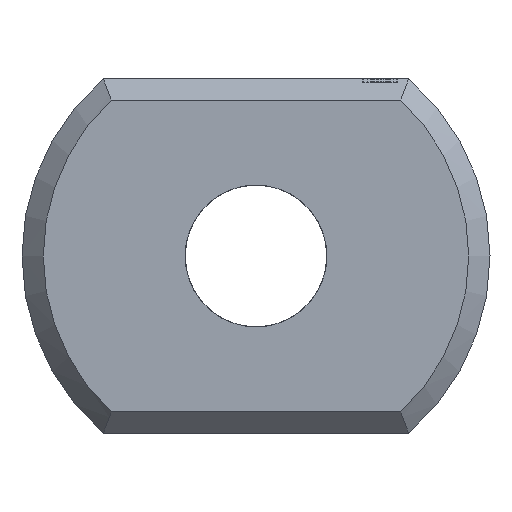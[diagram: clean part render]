
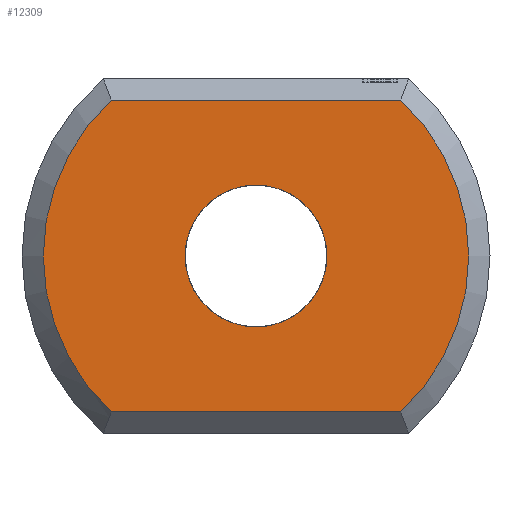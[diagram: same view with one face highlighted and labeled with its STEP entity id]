
A CAD part, left-side view. The second image highlights one B-rep face of the part: STEP entity #12309.
In plain terms, the highlighted planar face has unit normal (-1, 0, 0).
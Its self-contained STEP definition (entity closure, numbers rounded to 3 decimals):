
#298 = PLANE('',#299);
#299 = AXIS2_PLACEMENT_3D('',#300,#301,#302);
#300 = CARTESIAN_POINT('',(0.15,-2.154,-2.35));
#301 = DIRECTION('',(-0.707,0.,-0.707));
#302 = DIRECTION('',(0.,-1.,0.));
#725 = CONICAL_SURFACE('',#726,3.3,0.785);
#726 = AXIS2_PLACEMENT_3D('',#727,#728,#729);
#727 = CARTESIAN_POINT('',(0.3,0.,0.));
#728 = DIRECTION('',(1.,0.,0.));
#729 = DIRECTION('',(0.,0.653,-0.758));
#872 = CONICAL_SURFACE('',#873,3.3,0.785);
#873 = AXIS2_PLACEMENT_3D('',#874,#875,#876);
#874 = CARTESIAN_POINT('',(0.3,0.,0.));
#875 = DIRECTION('',(1.,0.,0.));
#876 = DIRECTION('',(0.,-0.653,0.758));
#909 = VERTEX_POINT('',#910);
#910 = CARTESIAN_POINT('',(0.,-2.04,-2.2));
#937 = VERTEX_POINT('',#938);
#938 = CARTESIAN_POINT('',(0.,2.04,-2.2));
#963 = EDGE_CURVE('',#909,#937,#964,.T.);
#964 = SURFACE_CURVE('',#965,(#969,#976),.PCURVE_S1.);
#965 = LINE('',#966,#967);
#966 = CARTESIAN_POINT('',(0.,-2.154,-2.2));
#967 = VECTOR('',#968,1.);
#968 = DIRECTION('',(0.,1.,0.));
#969 = PCURVE('',#298,#970);
#970 = DEFINITIONAL_REPRESENTATION('',(#971),#975);
#971 = LINE('',#972,#973);
#972 = CARTESIAN_POINT('',(0.,0.212));
#973 = VECTOR('',#974,1.);
#974 = DIRECTION('',(-1.,0.));
#975 = ( GEOMETRIC_REPRESENTATION_CONTEXT(2) 
PARAMETRIC_REPRESENTATION_CONTEXT() REPRESENTATION_CONTEXT('2D SPACE',''
  ) );
#976 = PCURVE('',#977,#982);
#977 = PLANE('',#978);
#978 = AXIS2_PLACEMENT_3D('',#979,#980,#981);
#979 = CARTESIAN_POINT('',(0.,0.,
    0.));
#980 = DIRECTION('',(1.,0.,0.));
#981 = DIRECTION('',(0.,0.,1.));
#982 = DEFINITIONAL_REPRESENTATION('',(#983),#987);
#983 = LINE('',#984,#985);
#984 = CARTESIAN_POINT('',(-2.2,2.154));
#985 = VECTOR('',#986,1.);
#986 = DIRECTION('',(0.,-1.));
#987 = ( GEOMETRIC_REPRESENTATION_CONTEXT(2) 
PARAMETRIC_REPRESENTATION_CONTEXT() REPRESENTATION_CONTEXT('2D SPACE',''
  ) );
#1763 = PLANE('',#1764);
#1764 = AXIS2_PLACEMENT_3D('',#1765,#1766,#1767);
#1765 = CARTESIAN_POINT('',(0.15,-2.154,2.35));
#1766 = DIRECTION('',(0.707,0.,-0.707
    ));
#1767 = DIRECTION('',(0.,-1.,0.));
#12096 = VERTEX_POINT('',#12097);
#12097 = CARTESIAN_POINT('',(0.,2.04,2.2));
#12122 = EDGE_CURVE('',#937,#12096,#12123,.T.);
#12123 = SURFACE_CURVE('',#12124,(#12129,#12136),.PCURVE_S1.);
#12124 = CIRCLE('',#12125,3.);
#12125 = AXIS2_PLACEMENT_3D('',#12126,#12127,#12128);
#12126 = CARTESIAN_POINT('',(0.,0.,
    0.));
#12127 = DIRECTION('',(1.,0.,0.));
#12128 = DIRECTION('',(0.,0.653,-0.758)
  );
#12129 = PCURVE('',#725,#12130);
#12130 = DEFINITIONAL_REPRESENTATION('',(#12131),#12135);
#12131 = LINE('',#12132,#12133);
#12132 = CARTESIAN_POINT('',(0.,-0.3));
#12133 = VECTOR('',#12134,1.);
#12134 = DIRECTION('',(1.,-0.));
#12135 = ( GEOMETRIC_REPRESENTATION_CONTEXT(2) 
PARAMETRIC_REPRESENTATION_CONTEXT() REPRESENTATION_CONTEXT('2D SPACE',''
  ) );
#12136 = PCURVE('',#977,#12137);
#12137 = DEFINITIONAL_REPRESENTATION('',(#12138),#12142);
#12138 = CIRCLE('',#12139,3.);
#12139 = AXIS2_PLACEMENT_2D('',#12140,#12141);
#12140 = CARTESIAN_POINT('',(0.,0.));
#12141 = DIRECTION('',(-0.758,-0.653));
#12142 = ( GEOMETRIC_REPRESENTATION_CONTEXT(2) 
PARAMETRIC_REPRESENTATION_CONTEXT() REPRESENTATION_CONTEXT('2D SPACE',''
  ) );
#12260 = VERTEX_POINT('',#12261);
#12261 = CARTESIAN_POINT('',(0.,-2.04,2.2));
#12288 = EDGE_CURVE('',#12260,#909,#12289,.T.);
#12289 = SURFACE_CURVE('',#12290,(#12295,#12302),.PCURVE_S1.);
#12290 = CIRCLE('',#12291,3.);
#12291 = AXIS2_PLACEMENT_3D('',#12292,#12293,#12294);
#12292 = CARTESIAN_POINT('',(0.,0.,
    0.));
#12293 = DIRECTION('',(1.,0.,0.));
#12294 = DIRECTION('',(0.,-0.653,0.758)
  );
#12295 = PCURVE('',#872,#12296);
#12296 = DEFINITIONAL_REPRESENTATION('',(#12297),#12301);
#12297 = LINE('',#12298,#12299);
#12298 = CARTESIAN_POINT('',(0.,-0.3));
#12299 = VECTOR('',#12300,1.);
#12300 = DIRECTION('',(1.,-0.));
#12301 = ( GEOMETRIC_REPRESENTATION_CONTEXT(2) 
PARAMETRIC_REPRESENTATION_CONTEXT() REPRESENTATION_CONTEXT('2D SPACE',''
  ) );
#12302 = PCURVE('',#977,#12303);
#12303 = DEFINITIONAL_REPRESENTATION('',(#12304),#12308);
#12304 = CIRCLE('',#12305,3.);
#12305 = AXIS2_PLACEMENT_2D('',#12306,#12307);
#12306 = CARTESIAN_POINT('',(0.,0.));
#12307 = DIRECTION('',(0.758,0.653));
#12308 = ( GEOMETRIC_REPRESENTATION_CONTEXT(2) 
PARAMETRIC_REPRESENTATION_CONTEXT() REPRESENTATION_CONTEXT('2D SPACE',''
  ) );
#12309 = ADVANCED_FACE('',(#12310,#12336),#977,.F.);
#12310 = FACE_BOUND('',#12311,.F.);
#12311 = EDGE_LOOP('',(#12312,#12313,#12334,#12335));
#12312 = ORIENTED_EDGE('',*,*,#12122,.T.);
#12313 = ORIENTED_EDGE('',*,*,#12314,.F.);
#12314 = EDGE_CURVE('',#12260,#12096,#12315,.T.);
#12315 = SURFACE_CURVE('',#12316,(#12320,#12327),.PCURVE_S1.);
#12316 = LINE('',#12317,#12318);
#12317 = CARTESIAN_POINT('',(0.,-2.154,2.2));
#12318 = VECTOR('',#12319,1.);
#12319 = DIRECTION('',(0.,1.,0.));
#12320 = PCURVE('',#977,#12321);
#12321 = DEFINITIONAL_REPRESENTATION('',(#12322),#12326);
#12322 = LINE('',#12323,#12324);
#12323 = CARTESIAN_POINT('',(2.2,2.154));
#12324 = VECTOR('',#12325,1.);
#12325 = DIRECTION('',(0.,-1.));
#12326 = ( GEOMETRIC_REPRESENTATION_CONTEXT(2) 
PARAMETRIC_REPRESENTATION_CONTEXT() REPRESENTATION_CONTEXT('2D SPACE',''
  ) );
#12327 = PCURVE('',#1763,#12328);
#12328 = DEFINITIONAL_REPRESENTATION('',(#12329),#12333);
#12329 = LINE('',#12330,#12331);
#12330 = CARTESIAN_POINT('',(0.,0.212));
#12331 = VECTOR('',#12332,1.);
#12332 = DIRECTION('',(-1.,0.));
#12333 = ( GEOMETRIC_REPRESENTATION_CONTEXT(2) 
PARAMETRIC_REPRESENTATION_CONTEXT() REPRESENTATION_CONTEXT('2D SPACE',''
  ) );
#12334 = ORIENTED_EDGE('',*,*,#12288,.T.);
#12335 = ORIENTED_EDGE('',*,*,#963,.T.);
#12336 = FACE_BOUND('',#12337,.T.);
#12337 = EDGE_LOOP('',(#12338));
#12338 = ORIENTED_EDGE('',*,*,#12339,.T.);
#12339 = EDGE_CURVE('',#12340,#12340,#12342,.T.);
#12340 = VERTEX_POINT('',#12341);
#12341 = CARTESIAN_POINT('',(0.,1.,0.));
#12342 = SURFACE_CURVE('',#12343,(#12348,#12355),.PCURVE_S1.);
#12343 = CIRCLE('',#12344,1.);
#12344 = AXIS2_PLACEMENT_3D('',#12345,#12346,#12347);
#12345 = CARTESIAN_POINT('',(0.,0.,0.));
#12346 = DIRECTION('',(1.,0.,0.));
#12347 = DIRECTION('',(0.,1.,0.));
#12348 = PCURVE('',#977,#12349);
#12349 = DEFINITIONAL_REPRESENTATION('',(#12350),#12354);
#12350 = CIRCLE('',#12351,1.);
#12351 = AXIS2_PLACEMENT_2D('',#12352,#12353);
#12352 = CARTESIAN_POINT('',(0.,0.));
#12353 = DIRECTION('',(0.,-1.));
#12354 = ( GEOMETRIC_REPRESENTATION_CONTEXT(2) 
PARAMETRIC_REPRESENTATION_CONTEXT() REPRESENTATION_CONTEXT('2D SPACE',''
  ) );
#12355 = PCURVE('',#12356,#12361);
#12356 = CYLINDRICAL_SURFACE('',#12357,1.);
#12357 = AXIS2_PLACEMENT_3D('',#12358,#12359,#12360);
#12358 = CARTESIAN_POINT('',(0.,0.,0.));
#12359 = DIRECTION('',(-1.,0.,0.));
#12360 = DIRECTION('',(0.,1.,0.));
#12361 = DEFINITIONAL_REPRESENTATION('',(#12362),#12366);
#12362 = LINE('',#12363,#12364);
#12363 = CARTESIAN_POINT('',(-0.,0.));
#12364 = VECTOR('',#12365,1.);
#12365 = DIRECTION('',(-1.,0.));
#12366 = ( GEOMETRIC_REPRESENTATION_CONTEXT(2) 
PARAMETRIC_REPRESENTATION_CONTEXT() REPRESENTATION_CONTEXT('2D SPACE',''
  ) );
